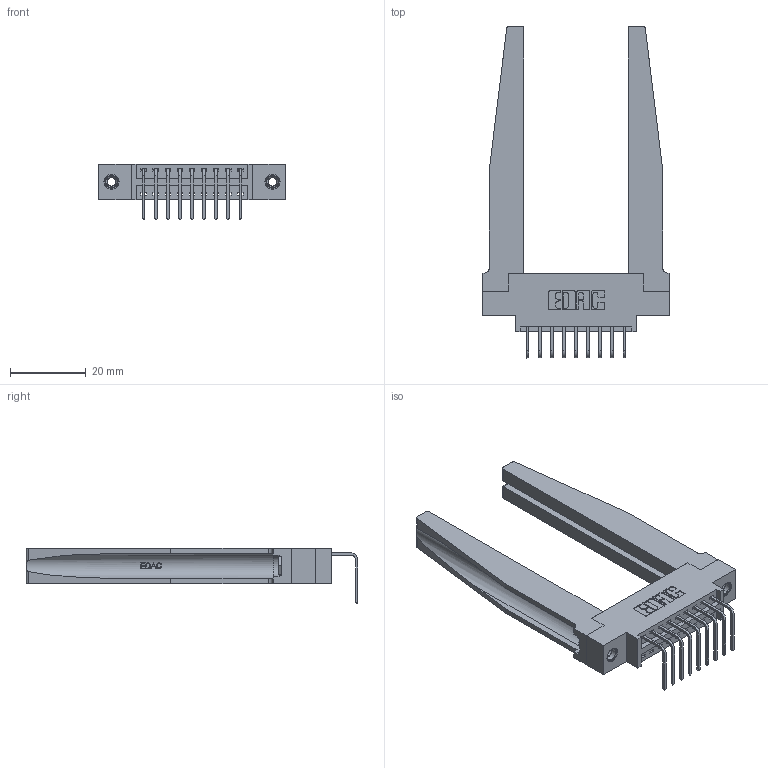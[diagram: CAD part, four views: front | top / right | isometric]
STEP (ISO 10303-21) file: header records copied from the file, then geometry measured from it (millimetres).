
FILE_DESCRIPTION (( 'STEP AP203' ), '1' );
FILE_NAME ('396-009-558-678.STEP', '2019-11-01T05:24:44', ( '' ), ( '' ), 'SwSTEP 2.0', 'SolidWorks 2016', '' );
FILE_SCHEMA (( 'CONFIG_CONTROL_DESIGN' ));
Length unit declared in the file: inch
Products named in the file (5): 346 Part_0.170 Offset - 0.156 Dia-TH; 345-292-001_558 Tail - 2; 346-220-078_345-220-078; 345-250-001_345-250-001-102; 396-009-558-678
Assembly tree (14 placements, depth 2):
  396-009-558-678
    346 Part_0.170 Offset - 0.156 Dia-TH
    345-292-001_558 Tail - 2  x9
    346-220-078_345-220-078  x2
    345-250-001_345-250-001-102  x2
Bounding box: 49.15 x 87.44 x 14.73 mm (x, y, z)
Volume: 11261.5 mm3; surface area: 11963.5 mm2
Topology: 14 solids, 14 shells, 900 faces, 2587 edges, 1702 vertices
Faces by surface type: plane 600, cylinder 248, bspline 36, cone 12, torus 4
Entity records: 14992 total; most frequent: CARTESIAN_POINT 3494, ORIENTED_EDGE 2326, DIRECTION 2107, EDGE_CURVE 1163, VECTOR 901, LINE 901, VERTEX_POINT 768, AXIS2_PLACEMENT_3D 603
